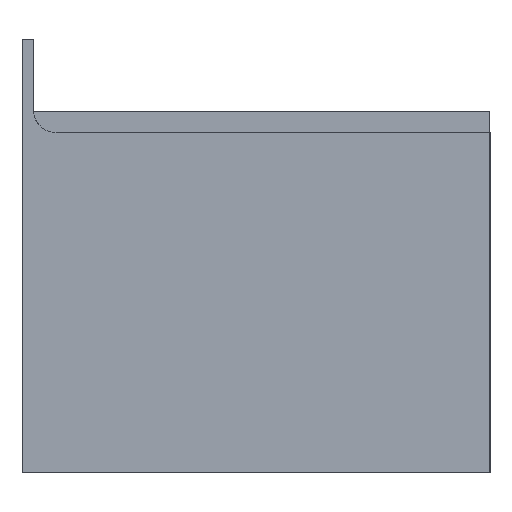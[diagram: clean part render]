
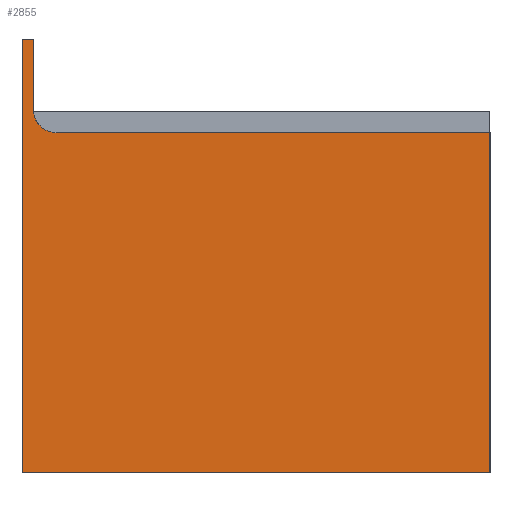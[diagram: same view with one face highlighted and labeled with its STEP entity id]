
A CAD part, left-side view. The second image highlights one B-rep face of the part: STEP entity #2855.
In plain terms, the highlighted planar face has unit normal (-1, 0, 0).
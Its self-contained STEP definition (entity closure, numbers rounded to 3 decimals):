
#2825=AXIS2_PLACEMENT_3D('Plane Axis2P3D',#2822,#2823,#2824) ;
#2829=AXIS2_PLACEMENT_3D('Circle Axis2P3D',#2827,#2828,$) ;
#1047=CARTESIAN_POINT('Vertex',(-52.5,82.5,-97.5)) ;
#1063=CARTESIAN_POINT('Vertex',(-52.5,82.5,-174.)) ;
#1066=CARTESIAN_POINT('Line Origine',(-52.5,82.5,-135.75)) ;
#1779=CARTESIAN_POINT('Line Origine',(-52.5,81.5,-97.5)) ;
#1783=CARTESIAN_POINT('Vertex',(-52.5,80.5,-97.5)) ;
#2291=CARTESIAN_POINT('Vertex',(-52.5,0.,-174.)) ;
#2296=CARTESIAN_POINT('Line Origine',(-52.5,41.25,-174.)) ;
#2430=CARTESIAN_POINT('Vertex',(-52.5,0.,-114.)) ;
#2433=CARTESIAN_POINT('Line Origine',(-52.5,0.,-144.)) ;
#2822=CARTESIAN_POINT('Axis2P3D Location',(-52.5,0.,0.)) ;
#2827=CARTESIAN_POINT('Axis2P3D Location',(-52.5,76.5,-110.)) ;
#2831=CARTESIAN_POINT('Vertex',(-52.5,80.5,-110.)) ;
#2833=CARTESIAN_POINT('Vertex',(-52.5,76.5,-114.)) ;
#2836=CARTESIAN_POINT('Line Origine',(-52.5,80.5,-103.75)) ;
#2841=CARTESIAN_POINT('Line Origine',(-52.5,38.25,-114.)) ;
#1067=DIRECTION('Vector Direction',(0.,0.,1.)) ;
#1780=DIRECTION('Vector Direction',(0.,-1.,0.)) ;
#2297=DIRECTION('Vector Direction',(0.,1.,0.)) ;
#2434=DIRECTION('Vector Direction',(0.,0.,-1.)) ;
#2823=DIRECTION('Axis2P3D Direction',(-1.,0.,0.)) ;
#2824=DIRECTION('Axis2P3D XDirection',(0.,1.,0.)) ;
#2828=DIRECTION('Axis2P3D Direction',(-1.,0.,0.)) ;
#2837=DIRECTION('Vector Direction',(0.,0.,-1.)) ;
#2842=DIRECTION('Vector Direction',(0.,-1.,0.)) ;
#1068=VECTOR('Line Direction',#1067,1.) ;
#1781=VECTOR('Line Direction',#1780,1.) ;
#2298=VECTOR('Line Direction',#2297,1.) ;
#2435=VECTOR('Line Direction',#2434,1.) ;
#2838=VECTOR('Line Direction',#2837,1.) ;
#2843=VECTOR('Line Direction',#2842,1.) ;
#2847=ORIENTED_EDGE('',*,*,#2835,.F.) ;
#2848=ORIENTED_EDGE('',*,*,#2840,.T.) ;
#2849=ORIENTED_EDGE('',*,*,#1785,.T.) ;
#2850=ORIENTED_EDGE('',*,*,#1070,.T.) ;
#2851=ORIENTED_EDGE('',*,*,#2300,.T.) ;
#2852=ORIENTED_EDGE('',*,*,#2437,.T.) ;
#2853=ORIENTED_EDGE('',*,*,#2845,.T.) ;
#2855=ADVANCED_FACE('Copriterminale alto HTC inferiore',(#2854),#2826,.T.) ;
#2830=CIRCLE('generated circle',#2829,4.) ;
#1070=EDGE_CURVE('',#1048,#1064,#1069,.F.) ;
#1785=EDGE_CURVE('',#1784,#1048,#1782,.F.) ;
#2300=EDGE_CURVE('',#1064,#2292,#2299,.F.) ;
#2437=EDGE_CURVE('',#2292,#2431,#2436,.F.) ;
#2835=EDGE_CURVE('',#2832,#2834,#2830,.T.) ;
#2840=EDGE_CURVE('',#2832,#1784,#2839,.F.) ;
#2845=EDGE_CURVE('',#2431,#2834,#2844,.F.) ;
#2846=EDGE_LOOP('',(#2847,#2848,#2849,#2850,#2851,#2852,#2853)) ;
#2854=FACE_OUTER_BOUND('',#2846,.T.) ;
#1069=LINE('Line',#1066,#1068) ;
#1782=LINE('Line',#1779,#1781) ;
#2299=LINE('Line',#2296,#2298) ;
#2436=LINE('Line',#2433,#2435) ;
#2839=LINE('Line',#2836,#2838) ;
#2844=LINE('Line',#2841,#2843) ;
#2826=PLANE('',#2825) ;
#1048=VERTEX_POINT('',#1047) ;
#1064=VERTEX_POINT('',#1063) ;
#1784=VERTEX_POINT('',#1783) ;
#2292=VERTEX_POINT('',#2291) ;
#2431=VERTEX_POINT('',#2430) ;
#2832=VERTEX_POINT('',#2831) ;
#2834=VERTEX_POINT('',#2833) ;
